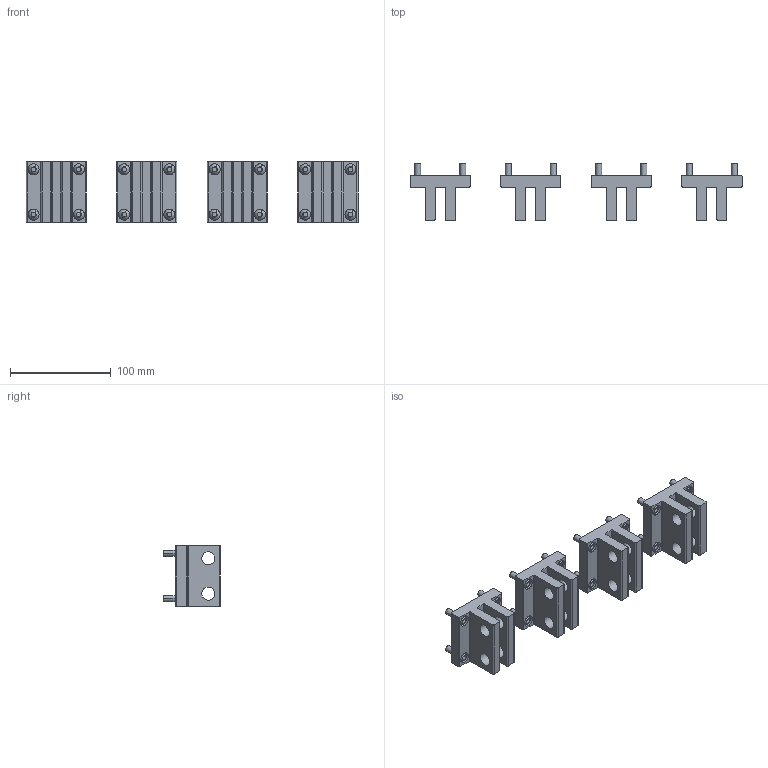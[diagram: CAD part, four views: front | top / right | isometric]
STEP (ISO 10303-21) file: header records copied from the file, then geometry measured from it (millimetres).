
FILE_DESCRIPTION(('CATIA V5 STEP Exchange'),'2;1');
FILE_NAME('1SDH001252R0160_1PA_001_00_E2.2_IV_W_TERMINALS_VR_LOWER_2500A.stp','2014-03-06T08:27:34+00:00',('none'),('none'),'CATIA Version 5 Release 20 SP 5 (IN-10)','CATIA V5 STEP AP214','none');
FILE_SCHEMA(('AUTOMOTIVE_DESIGN { 1 0 10303 214 1 1 1 1 }'));
Length unit declared in the file: millimetre
Products named in the file (1): 1SDH001252R0160_1PA_001_00_E2.2_IV_W_TERMINALS_VR_LOWER_2500A
Bounding box: 330 x 56.4 x 60 mm (x, y, z)
Volume: 309360.7 mm3; surface area: 92653.4 mm2
Topology: 20 solids, 20 shells, 504 faces, 1184 edges, 768 vertices
Faces by surface type: plane 232, cylinder 208, revolution 32, torus 32
Entity records: 13946 total; most frequent: CARTESIAN_POINT 2633, ORIENTED_EDGE 2368, DIRECTION 1904, EDGE_CURVE 1184, AXIS2_PLACEMENT_3D 873, VERTEX_POINT 768, VECTOR 640, LINE 640
